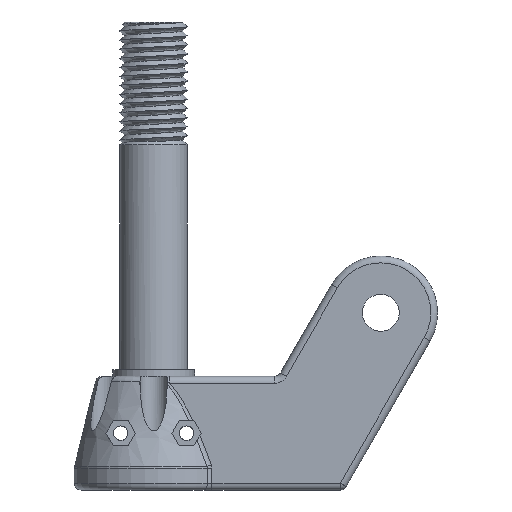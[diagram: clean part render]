
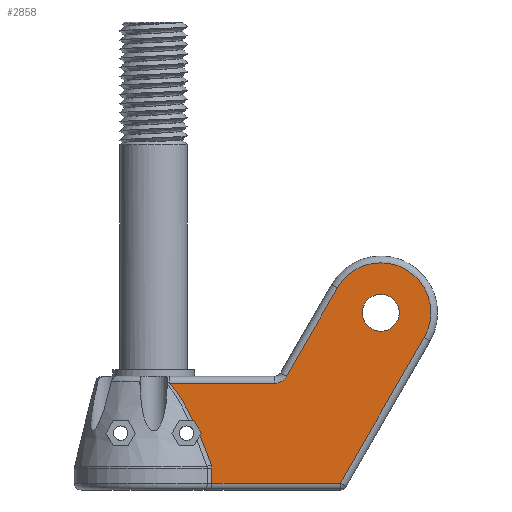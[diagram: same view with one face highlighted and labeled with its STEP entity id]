
A CAD part, left-side view. The second image highlights one B-rep face of the part: STEP entity #2858.
In plain terms, the highlighted planar face has unit normal (-1, 0, 0).
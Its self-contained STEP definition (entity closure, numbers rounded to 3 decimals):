
#859=CARTESIAN_POINT('',(-12.5,-12.845,-20.185));
#860=VERTEX_POINT('',#859);
#868=CARTESIAN_POINT('',(-12.5,-12.712,-19.457));
#869=VERTEX_POINT('',#868);
#870=CARTESIAN_POINT('',(-12.5,-12.845,-20.185));
#871=CARTESIAN_POINT('',(-12.5,-12.845,-19.937));
#872=CARTESIAN_POINT('',(-12.5,-12.799,-19.689));
#873=CARTESIAN_POINT('',(-12.5,-12.712,-19.457));
#874=B_SPLINE_CURVE_WITH_KNOTS('',3,(#870,#871,#872,#873),.UNSPECIFIED.,.F.,.U.,(4,4),(-0.074,0.0),.UNSPECIFIED.);
#875=EDGE_CURVE('',#860,#869,#874,.T.);
#957=CARTESIAN_POINT('',(-12.5,-12.845,-23.5));
#958=VERTEX_POINT('',#957);
#1036=CARTESIAN_POINT('',(-12.5,-41.051,-23.5));
#1037=VERTEX_POINT('',#1036);
#1071=CARTESIAN_POINT('',(-12.5,-29.215,0.));
#1072=VERTEX_POINT('',#1071);
#1089=CARTESIAN_POINT('',(-12.5,-26.617,-1.5));
#1090=VERTEX_POINT('',#1089);
#1098=CARTESIAN_POINT('',(-12.5,-26.617,1.5));
#1099=DIRECTION('',(-1.0,0.0,0.0));
#1100=DIRECTION('',(0.0,-0.5,-0.866));
#1101=AXIS2_PLACEMENT_3D('',#1098,#1099,#1100);
#1102=CIRCLE('',#1101,3.);
#1103=EDGE_CURVE('',#1090,#1072,#1102,.T.);
#1380=CARTESIAN_POINT('',(-12.5,-3.46,-1.5));
#1381=VERTEX_POINT('',#1380);
#1389=CARTESIAN_POINT('',(-12.5,-3.46,-1.5));
#1390=DIRECTION('',(0.0,-1.0,0.0));
#1391=VECTOR('',#1390,23.158);
#1392=LINE('',#1389,#1391);
#1393=EDGE_CURVE('',#1381,#1090,#1392,.T.);
#1412=CARTESIAN_POINT('',(-12.5,-59.526,8.5));
#1413=VERTEX_POINT('',#1412);
#1421=CARTESIAN_POINT('',(-12.5,-59.526,8.5));
#1422=DIRECTION('',(0.0,0.5,-0.866));
#1423=VECTOR('',#1422,36.95);
#1424=LINE('',#1421,#1423);
#1425=EDGE_CURVE('',#1413,#1037,#1424,.T.);
#1444=CARTESIAN_POINT('',(-12.5,-40.474,19.5));
#1445=VERTEX_POINT('',#1444);
#1453=CARTESIAN_POINT('',(-12.5,-50.0,14.));
#1454=DIRECTION('',(1.0,0.0,0.0));
#1455=DIRECTION('',(0.0,-0.5,0.866));
#1456=AXIS2_PLACEMENT_3D('',#1453,#1454,#1455);
#1457=CIRCLE('',#1456,11.0);
#1458=EDGE_CURVE('',#1445,#1413,#1457,.T.);
#1477=CARTESIAN_POINT('',(-12.5,-29.215,0.));
#1478=DIRECTION('',(0.0,-0.5,0.866));
#1479=VECTOR('',#1478,22.517);
#1480=LINE('',#1477,#1479);
#1481=EDGE_CURVE('',#1072,#1445,#1480,.T.);
#1499=CARTESIAN_POINT('',(-12.5,-41.051,-23.5));
#1500=DIRECTION('',(0.0,1.0,0.0));
#1501=VECTOR('',#1500,28.206);
#1502=LINE('',#1499,#1501);
#1503=EDGE_CURVE('',#1037,#958,#1502,.T.);
#1567=CARTESIAN_POINT('',(-12.5,-12.845,-23.5));
#1568=DIRECTION('',(0.0,0.0,1.0));
#1569=VECTOR('',#1568,3.315);
#1570=LINE('',#1567,#1569);
#1571=EDGE_CURVE('',#958,#860,#1570,.T.);
#1658=CARTESIAN_POINT('',(-12.5,-10.173,-13.038));
#1659=VERTEX_POINT('',#1658);
#1671=CARTESIAN_POINT('',(-12.5,-12.712,-19.457));
#1672=CARTESIAN_POINT('',(-12.5,-11.911,-17.302));
#1673=CARTESIAN_POINT('',(-12.5,-11.069,-15.145));
#1674=CARTESIAN_POINT('',(-12.5,-10.173,-13.038));
#1675=B_SPLINE_CURVE_WITH_KNOTS('',3,(#1671,#1672,#1673,#1674),.UNSPECIFIED.,.F.,.U.,(4,4),(-5.568,-4.876),.UNSPECIFIED.);
#1676=EDGE_CURVE('',#869,#1659,#1675,.T.);
#2119=CARTESIAN_POINT('',(-12.5,-8.678,-9.7));
#2120=VERTEX_POINT('',#2119);
#2131=CARTESIAN_POINT('',(-12.5,-8.676,-9.7));
#2132=CARTESIAN_POINT('',(-12.5,-8.051,-8.383));
#2133=CARTESIAN_POINT('',(-12.5,-6.944,-6.208));
#2134=CARTESIAN_POINT('',(-12.5,-5.197,-3.453));
#2135=CARTESIAN_POINT('',(-12.5,-4.053,-2.067));
#2136=CARTESIAN_POINT('',(-12.5,-3.46,-1.5));
#2137=B_SPLINE_CURVE_WITH_KNOTS('',3,(#2131,#2132,#2133,#2134,#2135,#2136),.UNSPECIFIED.,.F.,.U.,(4,1,1,4),(-4.508,-4.07,-3.778,-3.531),.UNSPECIFIED.);
#2138=EDGE_CURVE('',#2120,#1381,#2137,.T.);
#2213=CARTESIAN_POINT('',(-12.5,-8.867,-9.7));
#2214=VERTEX_POINT('',#2213);
#2221=CARTESIAN_POINT('',(-12.5,-8.678,-9.7));
#2222=DIRECTION('',(0.0,-1.0,0.0));
#2223=VECTOR('',#2222,0.189);
#2224=LINE('',#2221,#2223);
#2225=EDGE_CURVE('',#2120,#2214,#2224,.T.);
#2280=CARTESIAN_POINT('',(-12.5,-10.483,-12.5));
#2281=VERTEX_POINT('',#2280);
#2282=CARTESIAN_POINT('',(-12.5,-8.867,-9.7));
#2283=DIRECTION('',(0.0,-0.5,-0.866));
#2284=VECTOR('',#2283,3.233);
#2285=LINE('',#2282,#2284);
#2286=EDGE_CURVE('',#2214,#2281,#2285,.T.);
#2304=CARTESIAN_POINT('',(-12.5,-10.483,-12.5));
#2305=DIRECTION('',(0.0,0.5,-0.866));
#2306=VECTOR('',#2305,0.621);
#2307=LINE('',#2304,#2306);
#2308=EDGE_CURVE('',#2281,#1659,#2307,.T.);
#2827=CARTESIAN_POINT('',(-12.5,-30.089,-4.51));
#2828=DIRECTION('',(1.0,0.0,0.0));
#2829=DIRECTION('',(0.0,0.0,-1.0));
#2830=AXIS2_PLACEMENT_3D('',#2827,#2828,#2829);
#2831=PLANE('',#2830);
#2832=ORIENTED_EDGE('',*,*,#1393,.F.);
#2833=ORIENTED_EDGE('',*,*,#2138,.F.);
#2834=ORIENTED_EDGE('',*,*,#2225,.T.);
#2835=ORIENTED_EDGE('',*,*,#2286,.T.);
#2836=ORIENTED_EDGE('',*,*,#2308,.T.);
#2837=ORIENTED_EDGE('',*,*,#1676,.F.);
#2838=ORIENTED_EDGE('',*,*,#875,.F.);
#2839=ORIENTED_EDGE('',*,*,#1571,.F.);
#2840=ORIENTED_EDGE('',*,*,#1503,.F.);
#2841=ORIENTED_EDGE('',*,*,#1425,.F.);
#2842=ORIENTED_EDGE('',*,*,#1458,.F.);
#2843=ORIENTED_EDGE('',*,*,#1481,.F.);
#2844=ORIENTED_EDGE('',*,*,#1103,.F.);
#2845=EDGE_LOOP('',(#2832,#2833,#2834,#2835,#2836,#2837,#2838,#2839,#2840,#2841,#2842,#2843,#2844));
#2846=FACE_OUTER_BOUND('',#2845,.T.);
#2847=CARTESIAN_POINT('',(-12.5,-45.95,14.));
#2848=VERTEX_POINT('',#2847);
#2849=CARTESIAN_POINT('',(-12.5,-50.0,14.));
#2850=DIRECTION('',(1.0,0.0,0.0));
#2851=DIRECTION('',(0.0,-1.0,0.0));
#2852=AXIS2_PLACEMENT_3D('',#2849,#2850,#2851);
#2853=CIRCLE('',#2852,4.05);
#2854=EDGE_CURVE('',#2848,#2848,#2853,.T.);
#2855=ORIENTED_EDGE('',*,*,#2854,.T.);
#2856=EDGE_LOOP('',(#2855));
#2857=FACE_BOUND('',#2856,.T.);
#2858=ADVANCED_FACE('',(#2846,#2857),#2831,.F.);
